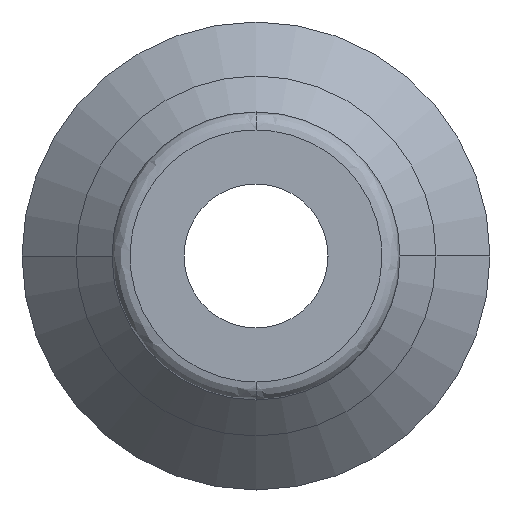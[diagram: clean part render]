
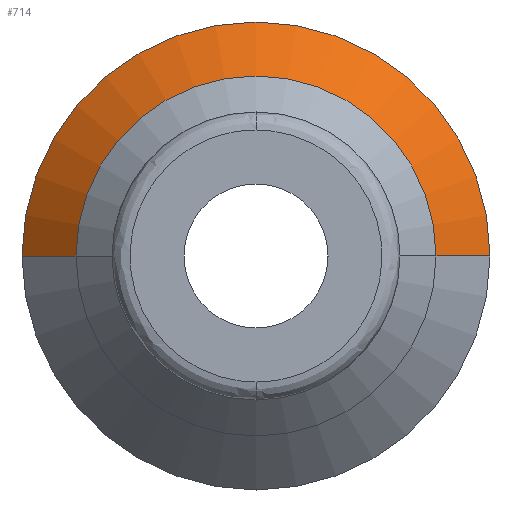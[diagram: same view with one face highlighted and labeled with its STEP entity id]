
A CAD part, front view. The second image highlights one B-rep face of the part: STEP entity #714.
In plain terms, the highlighted conical face has half-angle 45 degrees and reference radius 6.5 mm.
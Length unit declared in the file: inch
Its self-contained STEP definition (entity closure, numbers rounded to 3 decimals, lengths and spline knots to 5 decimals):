
#144 = CONICAL_SURFACE ( 'NONE', #221, 0.25591, 0.785 ) ;
#148 = CARTESIAN_POINT ( 'NONE',  ( -0.19685, 1.24016, 0. ) ) ;
#177 = CARTESIAN_POINT ( 'NONE',  ( -0.25591, 1.29921, 0. ) ) ;
#205 = EDGE_CURVE ( 'NONE', #513, #530, #907, .T. ) ;
#221 = AXIS2_PLACEMENT_3D ( 'NONE', #529, #541, #635 ) ;
#380 = CIRCLE ( 'NONE', #430, 0.19685 ) ;
#386 = EDGE_CURVE ( 'NONE', #1269, #530, #790, .T. ) ;
#392 = ORIENTED_EDGE ( 'NONE', *, *, #901, .F. ) ;
#430 = AXIS2_PLACEMENT_3D ( 'NONE', #1278, #846, #836 ) ;
#432 = DIRECTION ( 'NONE',  ( 0.707, 0.707, 0. ) ) ;
#439 = CARTESIAN_POINT ( 'NONE',  ( 0.25591, 1.29921, 0. ) ) ;
#445 = EDGE_CURVE ( 'NONE', #1088, #1269, #698, .T. ) ;
#454 = ORIENTED_EDGE ( 'NONE', *, *, #205, .F. ) ;
#513 = VERTEX_POINT ( 'NONE', #148 ) ;
#529 = CARTESIAN_POINT ( 'NONE',  ( 0., 1.29921, 0. ) ) ;
#530 = VERTEX_POINT ( 'NONE', #177 ) ;
#541 = DIRECTION ( 'NONE',  ( 0., 1., 0. ) ) ;
#558 = DIRECTION ( 'NONE',  ( -0.707, 0.707, 0. ) ) ;
#580 = FACE_OUTER_BOUND ( 'NONE', #589, .T. ) ;
#589 = EDGE_LOOP ( 'NONE', ( #392, #1275, #1075, #454 ) ) ;
#634 = CARTESIAN_POINT ( 'NONE',  ( -0.25591, 1.29921, 0. ) ) ;
#635 = DIRECTION ( 'NONE',  ( -1., 0., 0. ) ) ;
#669 = CARTESIAN_POINT ( 'NONE',  ( 0.25591, 1.29921, 0. ) ) ;
#682 = VECTOR ( 'NONE', #432, 39.37008 ) ;
#698 = LINE ( 'NONE', #439, #682 ) ;
#714 = ADVANCED_FACE ( 'NONE', ( #580 ), #144, .T. ) ;
#765 = DIRECTION ( 'NONE',  ( -1., 0., 0. ) ) ;
#773 = DIRECTION ( 'NONE',  ( 0., -1., 0. ) ) ;
#784 = CARTESIAN_POINT ( 'NONE',  ( 0., 1.29921, 0. ) ) ;
#790 = CIRCLE ( 'NONE', #1124, 0.25591 ) ;
#836 = DIRECTION ( 'NONE',  ( -1., 0., 0. ) ) ;
#842 = VECTOR ( 'NONE', #558, 39.37008 ) ;
#846 = DIRECTION ( 'NONE',  ( 0., -1., 0. ) ) ;
#901 = EDGE_CURVE ( 'NONE', #1088, #513, #380, .T. ) ;
#907 = LINE ( 'NONE', #634, #842 ) ;
#1005 = CARTESIAN_POINT ( 'NONE',  ( 0.19685, 1.24016, 0. ) ) ;
#1075 = ORIENTED_EDGE ( 'NONE', *, *, #386, .T. ) ;
#1088 = VERTEX_POINT ( 'NONE', #1005 ) ;
#1124 = AXIS2_PLACEMENT_3D ( 'NONE', #784, #773, #765 ) ;
#1269 = VERTEX_POINT ( 'NONE', #669 ) ;
#1275 = ORIENTED_EDGE ( 'NONE', *, *, #445, .T. ) ;
#1278 = CARTESIAN_POINT ( 'NONE',  ( 0., 1.24016, 0. ) ) ;
